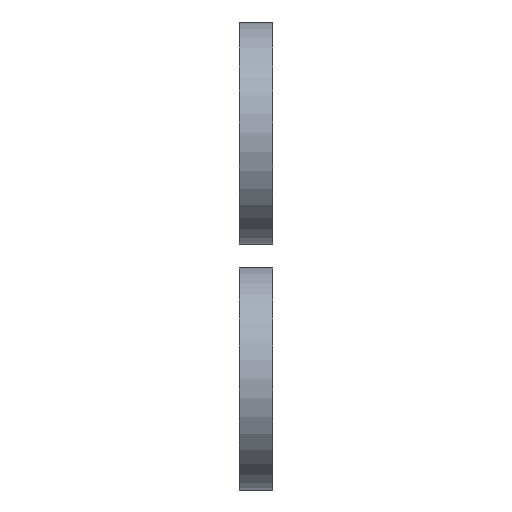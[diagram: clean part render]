
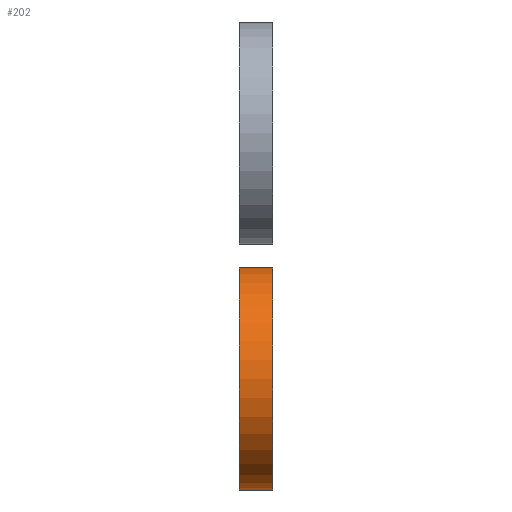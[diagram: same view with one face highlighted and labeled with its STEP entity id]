
A CAD part, left-side view. The second image highlights one B-rep face of the part: STEP entity #202.
In plain terms, the highlighted cylindrical face has radius 10 mm (diameter 20 mm), a full revolution.
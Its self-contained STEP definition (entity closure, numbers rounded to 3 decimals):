
#80=FACE_OUTER_BOUND('',#88,.T.);
#88=EDGE_LOOP('',(#175,#176,#177,#178));
#106=LINE('',#386,#112);
#112=VECTOR('',#319,10.);
#123=CIRCLE('',#260,10.);
#124=CIRCLE('',#261,10.);
#135=VERTEX_POINT('',#383);
#136=VERTEX_POINT('',#385);
#152=EDGE_CURVE('',#135,#135,#123,.T.);
#153=EDGE_CURVE('',#135,#136,#106,.T.);
#154=EDGE_CURVE('',#136,#136,#124,.T.);
#175=ORIENTED_EDGE('',*,*,#152,.F.);
#176=ORIENTED_EDGE('',*,*,#153,.T.);
#177=ORIENTED_EDGE('',*,*,#154,.T.);
#178=ORIENTED_EDGE('',*,*,#153,.F.);
#196=CYLINDRICAL_SURFACE('',#259,10.);
#202=ADVANCED_FACE('',(#80),#196,.T.);
#259=AXIS2_PLACEMENT_3D('',#382,#315,#316);
#260=AXIS2_PLACEMENT_3D('',#384,#317,#318);
#261=AXIS2_PLACEMENT_3D('',#387,#320,#321);
#315=DIRECTION('center_axis',(0.,1.,0.));
#316=DIRECTION('ref_axis',(-1.,0.,0.));
#317=DIRECTION('center_axis',(0.,1.,0.));
#318=DIRECTION('ref_axis',(-1.,0.,0.));
#319=DIRECTION('',(0.,-1.,0.));
#320=DIRECTION('center_axis',(0.,1.,0.));
#321=DIRECTION('ref_axis',(-1.,0.,0.));
#382=CARTESIAN_POINT('Origin',(0.,0.,0.));
#383=CARTESIAN_POINT('',(10.,3.,0.));
#384=CARTESIAN_POINT('Origin',(0.,3.,0.));
#385=CARTESIAN_POINT('',(10.,0.,0.));
#386=CARTESIAN_POINT('',(10.,0.,0.));
#387=CARTESIAN_POINT('Origin',(0.,0.,0.));
